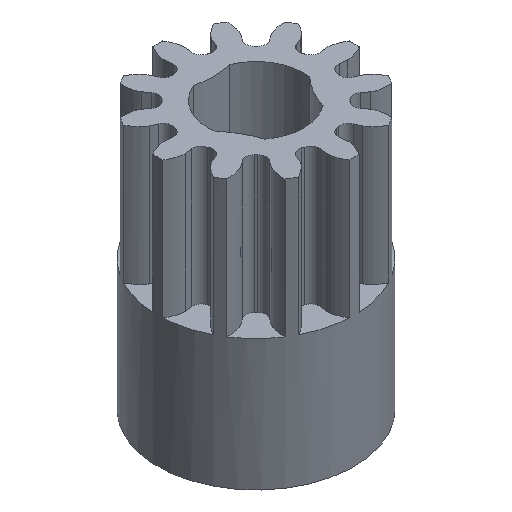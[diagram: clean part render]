
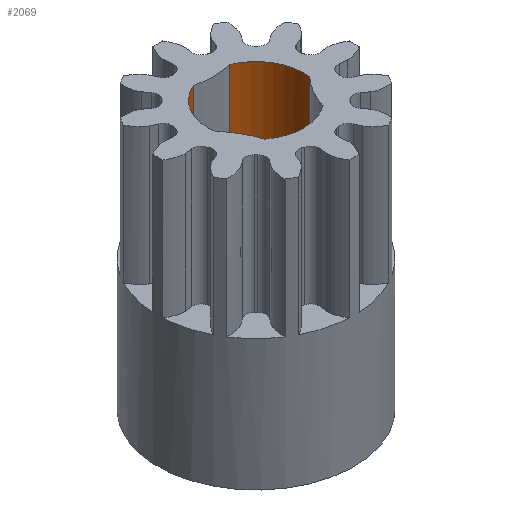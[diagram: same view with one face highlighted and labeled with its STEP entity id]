
A CAD part, isometric view. The second image highlights one B-rep face of the part: STEP entity #2069.
In plain terms, the highlighted cylindrical face has radius 2.55 mm (diameter 5.1 mm), a full revolution.
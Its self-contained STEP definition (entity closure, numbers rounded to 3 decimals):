
#247=FACE_OUTER_BOUND('',#358,.T.);
#358=EDGE_LOOP('',(#1904,#1905,#1906,#1907,#1908,#1909,#1910,#1911,#1912,
#1913,#1914,#1915,#1916,#1917,#1918,#1919));
#361=LINE('',#2846,#514);
#362=LINE('',#2849,#515);
#363=LINE('',#2866,#516);
#364=LINE('',#2869,#517);
#365=LINE('',#2886,#518);
#366=LINE('',#2889,#519);
#512=LINE('',#10607,#665);
#514=VECTOR('',#2294,10.);
#515=VECTOR('',#2297,10.);
#516=VECTOR('',#2304,10.);
#517=VECTOR('',#2307,10.);
#518=VECTOR('',#2314,10.);
#519=VECTOR('',#2317,10.);
#665=VECTOR('',#2819,2.55);
#668=CIRCLE('',#2089,2.55);
#669=CIRCLE('',#2093,2.55);
#670=CIRCLE('',#2097,2.55);
#671=CIRCLE('',#2101,2.55);
#769=CIRCLE('',#2273,2.55);
#770=CIRCLE('',#2274,2.55);
#771=CIRCLE('',#2275,2.55);
#772=CIRCLE('',#2276,2.55);
#775=VERTEX_POINT('',#2830);
#776=VERTEX_POINT('',#2842);
#777=VERTEX_POINT('',#2843);
#778=VERTEX_POINT('',#2845);
#779=VERTEX_POINT('',#2847);
#780=VERTEX_POINT('',#2862);
#781=VERTEX_POINT('',#2863);
#782=VERTEX_POINT('',#2865);
#783=VERTEX_POINT('',#2867);
#784=VERTEX_POINT('',#2882);
#785=VERTEX_POINT('',#2883);
#786=VERTEX_POINT('',#2885);
#787=VERTEX_POINT('',#2887);
#981=VERTEX_POINT('',#10603);
#985=EDGE_CURVE('',#775,#775,#668,.T.);
#987=EDGE_CURVE('',#778,#776,#361,.T.);
#989=EDGE_CURVE('',#777,#779,#362,.T.);
#990=EDGE_CURVE('',#779,#778,#669,.T.);
#992=EDGE_CURVE('',#782,#780,#363,.T.);
#994=EDGE_CURVE('',#781,#783,#364,.T.);
#995=EDGE_CURVE('',#783,#782,#670,.T.);
#997=EDGE_CURVE('',#786,#784,#365,.T.);
#999=EDGE_CURVE('',#785,#787,#366,.T.);
#1000=EDGE_CURVE('',#787,#786,#671,.T.);
#1291=EDGE_CURVE('',#785,#780,#769,.T.);
#1292=EDGE_CURVE('',#781,#776,#770,.T.);
#1293=EDGE_CURVE('',#777,#981,#771,.T.);
#1294=EDGE_CURVE('',#981,#784,#772,.T.);
#1295=EDGE_CURVE('',#981,#775,#512,.T.);
#1904=ORIENTED_EDGE('',*,*,#987,.T.);
#1905=ORIENTED_EDGE('',*,*,#1292,.F.);
#1906=ORIENTED_EDGE('',*,*,#994,.T.);
#1907=ORIENTED_EDGE('',*,*,#995,.T.);
#1908=ORIENTED_EDGE('',*,*,#992,.T.);
#1909=ORIENTED_EDGE('',*,*,#1291,.F.);
#1910=ORIENTED_EDGE('',*,*,#999,.T.);
#1911=ORIENTED_EDGE('',*,*,#1000,.T.);
#1912=ORIENTED_EDGE('',*,*,#997,.T.);
#1913=ORIENTED_EDGE('',*,*,#1294,.F.);
#1914=ORIENTED_EDGE('',*,*,#1295,.T.);
#1915=ORIENTED_EDGE('',*,*,#985,.T.);
#1916=ORIENTED_EDGE('',*,*,#1295,.F.);
#1917=ORIENTED_EDGE('',*,*,#1293,.F.);
#1918=ORIENTED_EDGE('',*,*,#989,.T.);
#1919=ORIENTED_EDGE('',*,*,#990,.T.);
#1961=CYLINDRICAL_SURFACE('',#2277,2.55);
#2069=ADVANCED_FACE('',(#247),#1961,.F.);
#2089=AXIS2_PLACEMENT_3D('',#2831,#2290,#2291);
#2093=AXIS2_PLACEMENT_3D('',#2851,#2300,#2301);
#2097=AXIS2_PLACEMENT_3D('',#2871,#2310,#2311);
#2101=AXIS2_PLACEMENT_3D('',#2891,#2320,#2321);
#2273=AXIS2_PLACEMENT_3D('',#10601,#2809,#2810);
#2274=AXIS2_PLACEMENT_3D('',#10602,#2811,#2812);
#2275=AXIS2_PLACEMENT_3D('',#10604,#2813,#2814);
#2276=AXIS2_PLACEMENT_3D('',#10605,#2815,#2816);
#2277=AXIS2_PLACEMENT_3D('',#10606,#2817,#2818);
#2290=DIRECTION('center_axis',(0.,0.,-1.));
#2291=DIRECTION('ref_axis',(1.,0.,0.));
#2294=DIRECTION('',(0.,0.,1.));
#2297=DIRECTION('',(0.,0.,-1.));
#2300=DIRECTION('center_axis',(0.,0.,1.));
#2301=DIRECTION('ref_axis',(1.,0.,0.));
#2304=DIRECTION('',(0.,0.,1.));
#2307=DIRECTION('',(0.,0.,-1.));
#2310=DIRECTION('center_axis',(0.,0.,1.));
#2311=DIRECTION('ref_axis',(1.,0.,0.));
#2314=DIRECTION('',(0.,0.,1.));
#2317=DIRECTION('',(0.,0.,-1.));
#2320=DIRECTION('center_axis',(0.,0.,1.));
#2321=DIRECTION('ref_axis',(1.,0.,0.));
#2809=DIRECTION('center_axis',(0.,0.,-1.));
#2810=DIRECTION('ref_axis',(1.,0.,0.));
#2811=DIRECTION('center_axis',(0.,0.,-1.));
#2812=DIRECTION('ref_axis',(1.,0.,0.));
#2813=DIRECTION('center_axis',(0.,0.,-1.));
#2814=DIRECTION('ref_axis',(1.,0.,0.));
#2815=DIRECTION('center_axis',(0.,0.,-1.));
#2816=DIRECTION('ref_axis',(1.,0.,0.));
#2817=DIRECTION('center_axis',(0.,0.,1.));
#2818=DIRECTION('ref_axis',(1.,0.,0.));
#2819=DIRECTION('',(0.,0.,-1.));
#2830=CARTESIAN_POINT('',(-2.55,0.,-3.8));
#2831=CARTESIAN_POINT('Origin',(0.,0.,-3.8));
#2842=CARTESIAN_POINT('',(-1.56,-2.017,7.3));
#2843=CARTESIAN_POINT('',(-2.527,-0.343,7.3));
#2845=CARTESIAN_POINT('',(-1.56,-2.017,-2.7));
#2846=CARTESIAN_POINT('',(-1.56,-2.017,7.3));
#2847=CARTESIAN_POINT('',(-2.527,-0.343,-2.7));
#2849=CARTESIAN_POINT('',(-2.527,-0.343,7.3));
#2851=CARTESIAN_POINT('Origin',(0.,0.,-2.7));
#2862=CARTESIAN_POINT('',(2.527,-0.343,7.3));
#2863=CARTESIAN_POINT('',(1.56,-2.017,7.3));
#2865=CARTESIAN_POINT('',(2.527,-0.343,-2.7));
#2866=CARTESIAN_POINT('',(2.527,-0.343,7.3));
#2867=CARTESIAN_POINT('',(1.56,-2.017,-2.7));
#2869=CARTESIAN_POINT('',(1.56,-2.017,7.3));
#2871=CARTESIAN_POINT('Origin',(0.,0.,-2.7));
#2882=CARTESIAN_POINT('',(-0.966,2.36,7.3));
#2883=CARTESIAN_POINT('',(0.966,2.36,7.3));
#2885=CARTESIAN_POINT('',(-0.966,2.36,-2.7));
#2886=CARTESIAN_POINT('',(-0.966,2.36,7.3));
#2887=CARTESIAN_POINT('',(0.966,2.36,-2.7));
#2889=CARTESIAN_POINT('',(0.966,2.36,7.3));
#2891=CARTESIAN_POINT('Origin',(0.,0.,-2.7));
#10601=CARTESIAN_POINT('Origin',(0.,0.,7.3));
#10602=CARTESIAN_POINT('Origin',(0.,0.,7.3));
#10603=CARTESIAN_POINT('',(-2.55,0.,7.3));
#10604=CARTESIAN_POINT('Origin',(0.,0.,7.3));
#10605=CARTESIAN_POINT('Origin',(0.,0.,7.3));
#10606=CARTESIAN_POINT('Origin',(0.,0.,0.));
#10607=CARTESIAN_POINT('',(-2.55,0.,0.));
